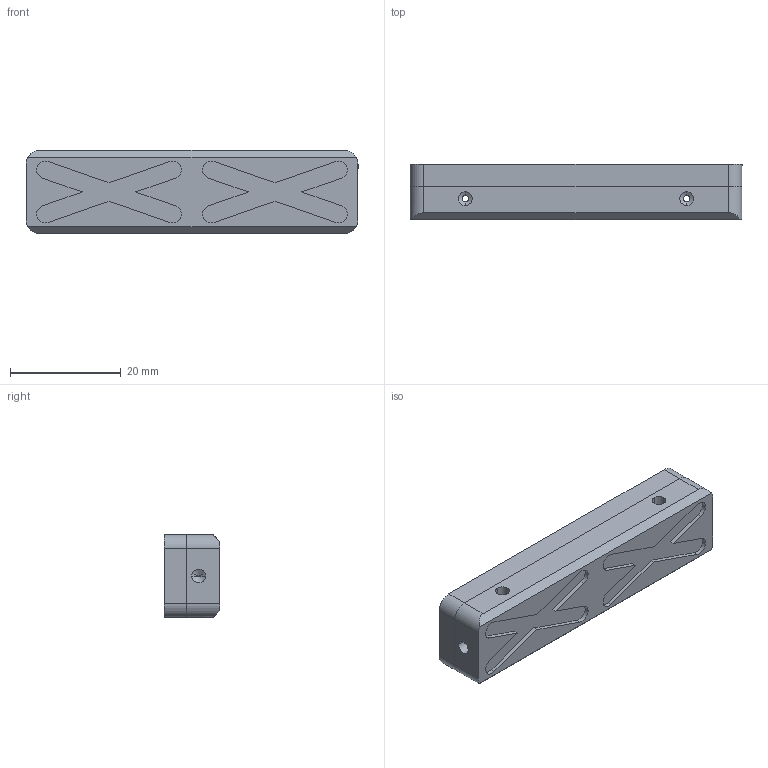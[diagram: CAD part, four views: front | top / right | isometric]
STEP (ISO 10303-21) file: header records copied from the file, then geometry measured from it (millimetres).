
FILE_DESCRIPTION (( 'STEP AP214' ), '1' );
FILE_NAME ('S17015410.STEP', '2024-01-26T19:16:33', ( '' ), ( '' ), 'SwSTEP 2.0', 'SolidWorks 2023', '' );
FILE_SCHEMA (( 'AUTOMOTIVE_DESIGN' ));
Length unit declared in the file: millimetre
Products named in the file (4): 62S015410-TEMPLATE; S17015410; S90A002; 17S015410-TEMPLATE
Assembly tree (2 placements, depth 2):
  S17015410
    17S015410-TEMPLATE
    62S015410-TEMPLATE
  S90A002
Bounding box: 60 x 10 x 15 mm (x, y, z)
Volume: 8405.5 mm3; surface area: 5431.8 mm2
Topology: 2 solids, 2 shells, 76 faces, 194 edges, 122 vertices
Faces by surface type: cylinder 32, plane 32, cone 12
Entity records: 2377 total; most frequent: DIRECTION 416, CARTESIAN_POINT 405, ORIENTED_EDGE 380, EDGE_CURVE 190, AXIS2_PLACEMENT_3D 149, VERTEX_POINT 122, LINE 118, VECTOR 118
